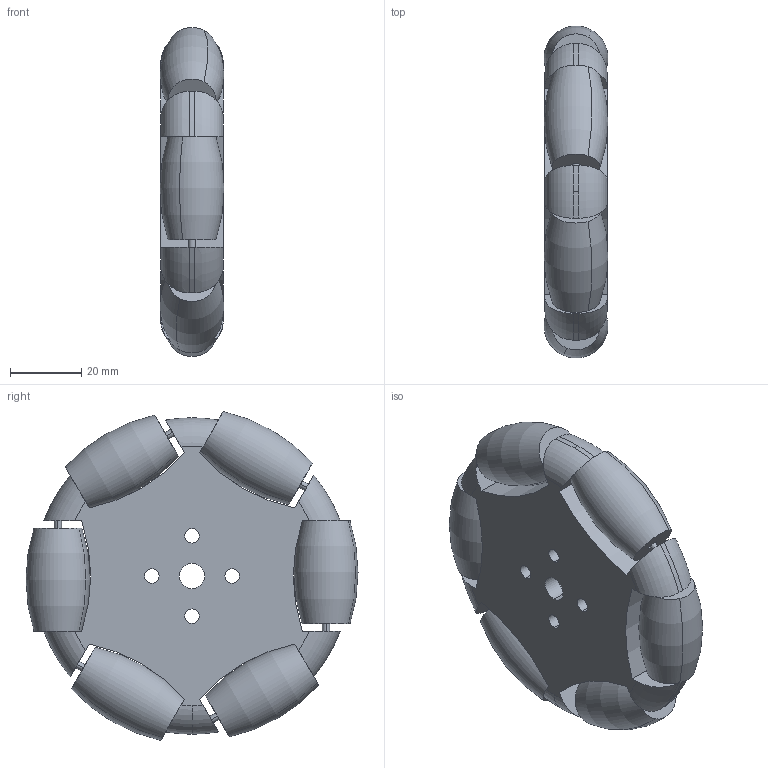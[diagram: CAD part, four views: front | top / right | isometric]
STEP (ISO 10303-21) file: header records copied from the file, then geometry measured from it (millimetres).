
FILE_DESCRIPTION (( 'STEP AP214' ), '1' );
FILE_NAME ('13-0008.STEP', '2025-08-25T09:23:09', ( '' ), ( '' ), 'SwSTEP 2.0', 'SolidWorks 2025', '' );
FILE_SCHEMA (( 'AUTOMOTIVE_DESIGN' ));
Length unit declared in the file: millimetre
Products named in the file (3): omni-wheel_預設; Omni_預設; 13-0008
Assembly tree (7 placements, depth 2):
  13-0008
    Omni_預設
    omni-wheel_預設  x6
Bounding box: 18 x 93.43 x 92.53 mm (x, y, z)
Volume: 95662.8 mm3; surface area: 27913.9 mm2
Topology: 7 solids, 7 shells, 99 faces, 255 edges, 170 vertices
Faces by surface type: cylinder 47, plane 26, torus 26
Entity records: 3284 total; most frequent: CARTESIAN_POINT 1273, DIRECTION 427, ORIENTED_EDGE 390, EDGE_CURVE 195, AXIS2_PLACEMENT_3D 177, VERTEX_POINT 130, CIRCLE 98, EDGE_LOOP 93
